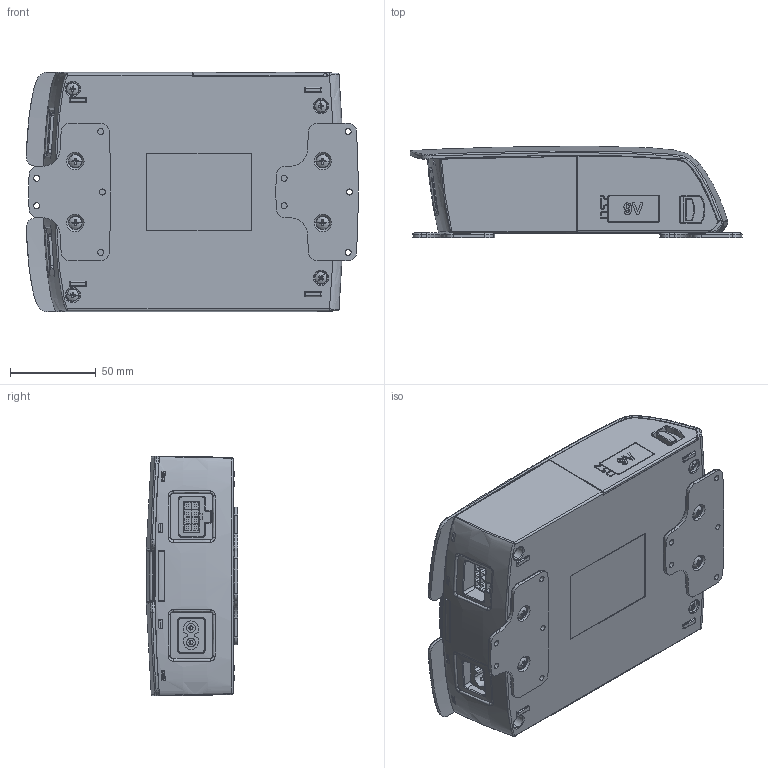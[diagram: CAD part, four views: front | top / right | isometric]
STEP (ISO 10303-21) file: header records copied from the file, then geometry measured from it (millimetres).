
FILE_DESCRIPTION (( 'STEP AP203' ), '1' );
FILE_NAME ('HE Netzteil SMPS.STEP', '2013-05-24T08:07:47', ( 'admin' ), ( 'Hewlett-Packard Company' ), 'SwSTEP 2.0', 'SolidWorks 2012', '' );
FILE_SCHEMA (( 'CONFIG_CONTROL_DESIGN' ));
Length unit declared in the file: millimetre
Products named in the file (1): HE Netzteil SMPS
Bounding box: 193.26 x 53.42 x 139.69 mm (x, y, z)
Volume: 1099926.8 mm3; surface area: 88319.5 mm2
Topology: 1 solids, 1 shells, 866 faces, 2216 edges, 1401 vertices
Faces by surface type: plane 398, bspline 191, cylinder 163, cone 40, torus 38, sphere 36
Entity records: 39796 total; most frequent: CARTESIAN_POINT 20075, ORIENTED_EDGE 4384, DIRECTION 3621, EDGE_CURVE 2192, VERTEX_POINT 1401, AXIS2_PLACEMENT_3D 1291, VECTOR 1039, LINE 1039
